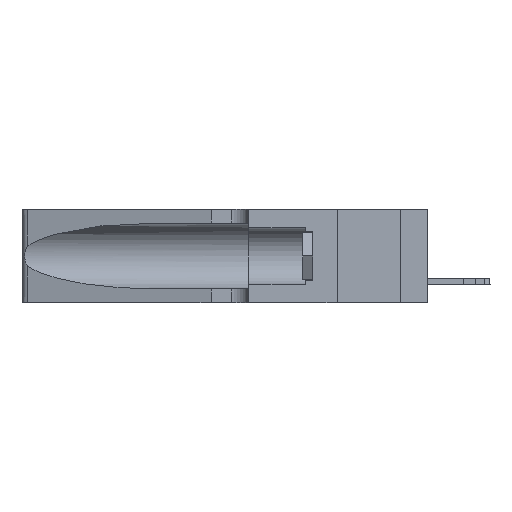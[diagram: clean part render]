
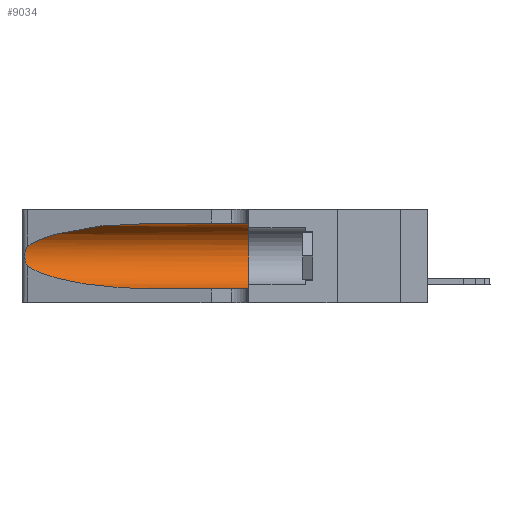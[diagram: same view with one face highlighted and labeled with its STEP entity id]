
A CAD part, left-side view. The second image highlights one B-rep face of the part: STEP entity #9034.
In plain terms, the highlighted cylindrical face has radius 3.308 mm (diameter 6.617 mm), a partial arc.
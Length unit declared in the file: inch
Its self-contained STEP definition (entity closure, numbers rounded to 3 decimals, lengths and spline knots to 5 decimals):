
#350 = CARTESIAN_POINT ( 'NONE',  ( 0.1305, 0.72297, 0.31525 ) ) ;
#592 = ORIENTED_EDGE ( 'NONE', *, *, #12719, .T. ) ;
#595 = CARTESIAN_POINT ( 'NONE',  ( 0.25487, 1.22718, 0.22369 ) ) ;
#701 = ORIENTED_EDGE ( 'NONE', *, *, #6985, .F. ) ;
#829 = CARTESIAN_POINT ( 'NONE',  ( 0.25787, 1.23484, 0.2124 ) ) ;
#964 = CARTESIAN_POINT ( 'NONE',  ( 0.26018, 1.23835, 0.19895 ) ) ;
#1062 = VERTEX_POINT ( 'NONE', #7975 ) ;
#1118 = EDGE_CURVE ( 'NONE', #10787, #6627, #14811, .T. ) ;
#1166 = VERTEX_POINT ( 'NONE', #10079 ) ;
#1276 = VECTOR ( 'NONE', #14996, 39.37008 ) ;
#1439 = CARTESIAN_POINT ( 'NONE',  ( 0.1305, 0.72297, 0.31525 ) ) ;
#2703 = DIRECTION ( 'NONE',  ( 0., -1., 0. ) ) ;
#2868 = CARTESIAN_POINT ( 'NONE',  ( 0.1305, 1.61858, 0.31525 ) ) ;
#3249 = DIRECTION ( 'NONE',  ( 0., -1., 0. ) ) ;
#3294 = CARTESIAN_POINT ( 'NONE',  ( 0.25555, 1.22993, 0.14849 ) ) ;
#3393 = LINE ( 'NONE', #2868, #17611 ) ;
#4293 = ORIENTED_EDGE ( 'NONE', *, *, #12281, .T. ) ;
#4398 = CARTESIAN_POINT ( 'NONE',  ( 0.25639, 1.23186, 0.15144 ) ) ;
#4803 = EDGE_CURVE ( 'NONE', #1166, #10563, #17458, .T. ) ;
#5040 = CARTESIAN_POINT ( 'NONE',  ( 0.1305, 1.61858, 0.05475 ) ) ;
#5237 =( BOUNDED_CURVE ( )  B_SPLINE_CURVE ( 3, ( #10236, #14481, #14671, #5696 ),
 .UNSPECIFIED., .F., .F. ) 
 B_SPLINE_CURVE_WITH_KNOTS ( ( 4, 4 ),
 ( 3.44316, 4.71239 ),
 .UNSPECIFIED. ) 
 CURVE ( )  GEOMETRIC_REPRESENTATION_ITEM ( )  RATIONAL_B_SPLINE_CURVE ( ( 1., 0.87, 0.87, 1. ) ) 
 REPRESENTATION_ITEM ( '' )  );
#5370 = CARTESIAN_POINT ( 'NONE',  ( 0.26075, 1.23896, 0.19203 ) ) ;
#5529 = CARTESIAN_POINT ( 'NONE',  ( 0.2373, 1.15595, 0.28018 ) ) ;
#5599 = CARTESIAN_POINT ( 'NONE',  ( 0.18966, 0.96281, 0.31525 ) ) ;
#5696 = CARTESIAN_POINT ( 'NONE',  ( 0.1305, 0.72297, 0.05475 ) ) ;
#6218 = DIRECTION ( 'NONE',  ( 0., 0., -1. ) ) ;
#6627 = VERTEX_POINT ( 'NONE', #9376 ) ;
#6985 = EDGE_CURVE ( 'NONE', #10787, #1166, #3393, .T. ) ;
#7426 = CARTESIAN_POINT ( 'NONE',  ( 0.25856, 1.23593, 0.16098 ) ) ;
#7464 = EDGE_CURVE ( 'NONE', #1062, #10600, #5237, .T. ) ;
#7975 = CARTESIAN_POINT ( 'NONE',  ( 0.25487, 1.22718, 0.14631 ) ) ;
#8651 = CARTESIAN_POINT ( 'NONE',  ( 0.1305, 0.72297, 0.05475 ) ) ;
#9034 = ADVANCED_FACE ( 'NONE', ( #18942 ), #11138, .F. ) ;
#9376 = CARTESIAN_POINT ( 'NONE',  ( 0.25487, 1.22718, 0.22369 ) ) ;
#9824 = AXIS2_PLACEMENT_3D ( 'NONE', #16486, #3249, #6218 ) ;
#10079 = CARTESIAN_POINT ( 'NONE',  ( 0.1305, 0.35, 0.31525 ) ) ;
#10236 = CARTESIAN_POINT ( 'NONE',  ( 0.25487, 1.22718, 0.14631 ) ) ;
#10245 = CARTESIAN_POINT ( 'NONE',  ( 0.26017, 1.23833, 0.17102 ) ) ;
#10281 = EDGE_LOOP ( 'NONE', ( #13681, #4293, #16750, #592, #15799, #701 ) ) ;
#10563 = VERTEX_POINT ( 'NONE', #14431 ) ;
#10600 = VERTEX_POINT ( 'NONE', #8651 ) ;
#10787 = VERTEX_POINT ( 'NONE', #350 ) ;
#11138 = CYLINDRICAL_SURFACE ( 'NONE', #9824, 0.13025 ) ;
#11792 = LINE ( 'NONE', #5040, #1276 ) ;
#11948 = AXIS2_PLACEMENT_3D ( 'NONE', #18858, #17323, #14446 ) ;
#12281 = EDGE_CURVE ( 'NONE', #6627, #1062, #18378, .T. ) ;
#12536 = CARTESIAN_POINT ( 'NONE',  ( 0.25487, 1.22718, 0.14631 ) ) ;
#12719 = EDGE_CURVE ( 'NONE', #10600, #10563, #11792, .T. ) ;
#13297 = CARTESIAN_POINT ( 'NONE',  ( 0.25789, 1.23486, 0.15765 ) ) ;
#13681 = ORIENTED_EDGE ( 'NONE', *, *, #1118, .T. ) ;
#14431 = CARTESIAN_POINT ( 'NONE',  ( 0.1305, 0.35, 0.05475 ) ) ;
#14446 = DIRECTION ( 'NONE',  ( 0., 0., 1. ) ) ;
#14481 = CARTESIAN_POINT ( 'NONE',  ( 0.2373, 1.15595, 0.08982 ) ) ;
#14671 = CARTESIAN_POINT ( 'NONE',  ( 0.18966, 0.96281, 0.05475 ) ) ;
#14729 = CARTESIAN_POINT ( 'NONE',  ( 0.26075, 1.23896, 0.178 ) ) ;
#14811 =( BOUNDED_CURVE ( )  B_SPLINE_CURVE ( 3, ( #1439, #5599, #5529, #15747 ),
 .UNSPECIFIED., .F., .F. ) 
 B_SPLINE_CURVE_WITH_KNOTS ( ( 4, 4 ),
 ( 1.5708, 2.84003 ),
 .UNSPECIFIED. ) 
 CURVE ( )  GEOMETRIC_REPRESENTATION_ITEM ( )  RATIONAL_B_SPLINE_CURVE ( ( 1., 0.87, 0.87, 1. ) ) 
 REPRESENTATION_ITEM ( '' )  );
#14996 = DIRECTION ( 'NONE',  ( 0., -1., 0. ) ) ;
#15523 = CARTESIAN_POINT ( 'NONE',  ( 0.25639, 1.23184, 0.21858 ) ) ;
#15747 = CARTESIAN_POINT ( 'NONE',  ( 0.25487, 1.22718, 0.22369 ) ) ;
#15799 = ORIENTED_EDGE ( 'NONE', *, *, #4803, .F. ) ;
#16486 = CARTESIAN_POINT ( 'NONE',  ( 0.1305, 1.61858, 0.185 ) ) ;
#16750 = ORIENTED_EDGE ( 'NONE', *, *, #7464, .T. ) ;
#16939 = CARTESIAN_POINT ( 'NONE',  ( 0.25854, 1.2359, 0.20912 ) ) ;
#17323 = DIRECTION ( 'NONE',  ( 0., 1., 0. ) ) ;
#17458 = CIRCLE ( 'NONE', #11948, 0.13025 ) ;
#17611 = VECTOR ( 'NONE', #2703, 39.37008 ) ;
#18378 = B_SPLINE_CURVE_WITH_KNOTS ( 'NONE', 3,
 ( #595, #18640, #15523, #829, #16939, #964, #5370, #14729, #10245, #7426, #13297, #4398, #3294, #12536 ),
 .UNSPECIFIED., .F., .F.,
 ( 4, 2, 2, 2, 2, 2, 4 ),
 ( 0., 0.00027, 0.00053, 0.00107, 0.0016, 0.00187, 0.00214 ),
 .UNSPECIFIED. ) ;
#18640 = CARTESIAN_POINT ( 'NONE',  ( 0.25555, 1.22994, 0.2215 ) ) ;
#18858 = CARTESIAN_POINT ( 'NONE',  ( 0.1305, 0.35, 0.185 ) ) ;
#18942 = FACE_OUTER_BOUND ( 'NONE', #10281, .T. ) ;
